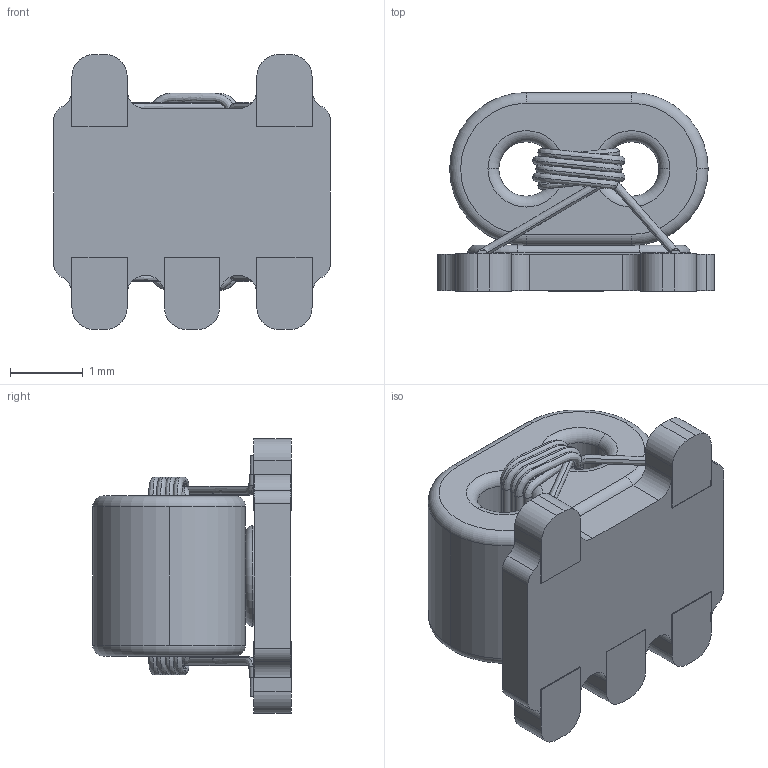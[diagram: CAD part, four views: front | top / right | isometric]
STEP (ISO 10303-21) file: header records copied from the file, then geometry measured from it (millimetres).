
FILE_DESCRIPTION (( 'STEP AP214' ), '1' );
FILE_NAME ('Balun.STEP', '2020-07-23T08:36:16', ( '' ), ( '' ), 'SwSTEP 2.0', 'SolidWorks 2018', '' );
FILE_SCHEMA (( 'AUTOMOTIVE_DESIGN' ));
Length unit declared in the file: millimetre
Products named in the file (1): Balun
Bounding box: 3.8 x 2.73 x 3.77 mm (x, y, z)
Volume: 19.1 mm3; surface area: 91.2 mm2
Topology: 4 solids, 4 shells, 216 faces, 607 edges, 392 vertices
Faces by surface type: cylinder 81, plane 77, bspline 42, torus 16
Entity records: 15412 total; most frequent: CARTESIAN_POINT 7494, ORIENTED_EDGE 1214, DIRECTION 1085, EDGE_CURVE 607, AXIS2_PLACEMENT_3D 413, VERTEX_POINT 392, LINE 259, VECTOR 259
